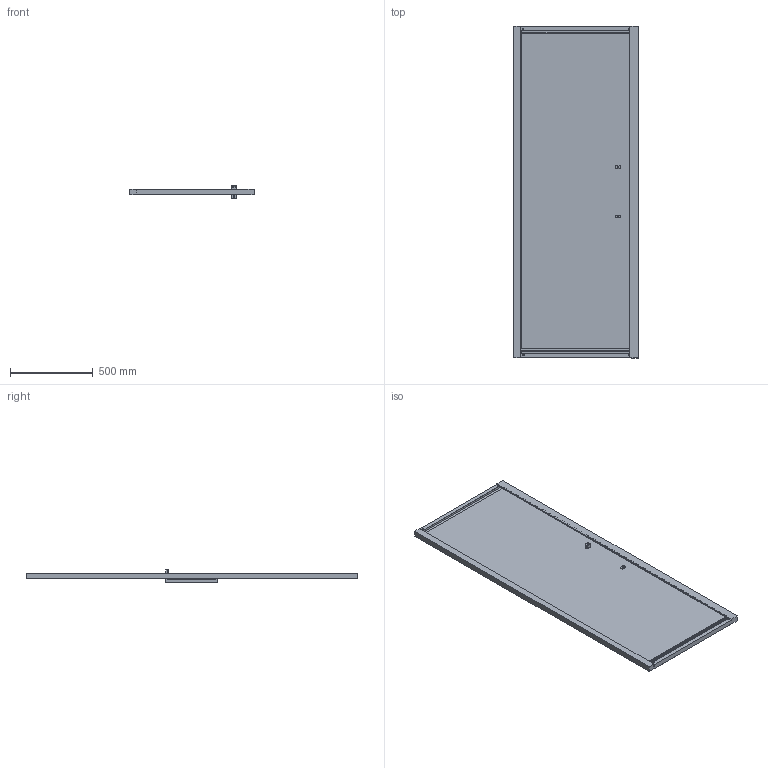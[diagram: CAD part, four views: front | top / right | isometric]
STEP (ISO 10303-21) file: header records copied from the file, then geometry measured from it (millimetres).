
FILE_DESCRIPTION (( 'STEP AP214' ), '1' );
FILE_NAME ('rbm80-040.STEP', '2020-04-21T08:33:52', ( '' ), ( '' ), 'SwSTEP 2.0', 'SolidWorks 2016', '' );
FILE_SCHEMA (( 'AUTOMOTIVE_DESIGN' ));
Length unit declared in the file: millimetre
Products named in the file (1): rbm80-040
Bounding box: 750 x 2000 x 76 mm (x, y, z)
Volume: 17579040.4 mm3; surface area: 3566830.5 mm2
Topology: 1 solids, 10 shells, 562 faces, 1485 edges, 930 vertices
Faces by surface type: plane 256, cylinder 224, bspline 56, cone 18, torus 8
Entity records: 24121 total; most frequent: CARTESIAN_POINT 5116, ORIENTED_EDGE 2942, DIRECTION 2756, EDGE_CURVE 1471, AXIS2_PLACEMENT_3D 957, VERTEX_POINT 930, LINE 842, VECTOR 842
